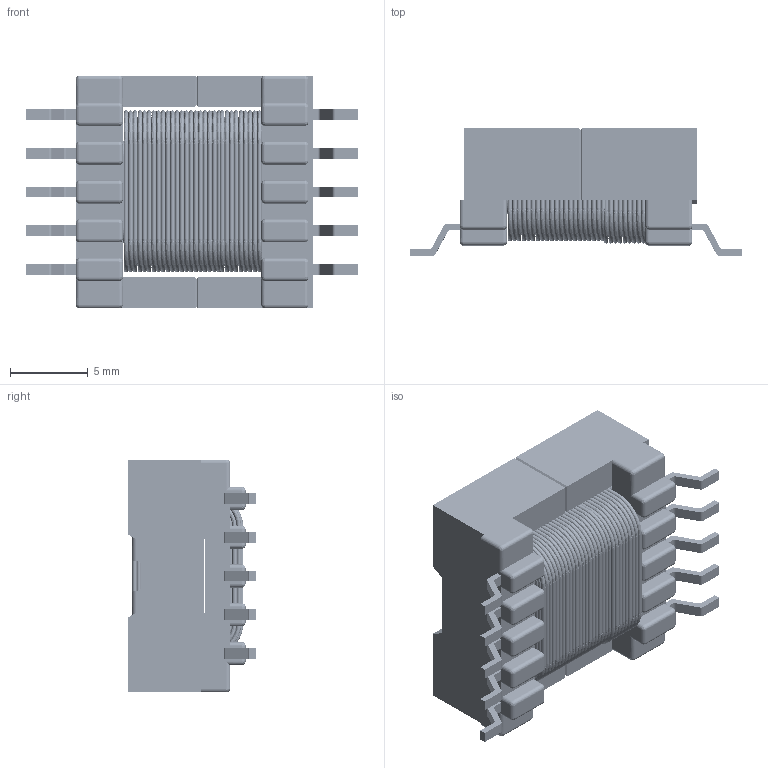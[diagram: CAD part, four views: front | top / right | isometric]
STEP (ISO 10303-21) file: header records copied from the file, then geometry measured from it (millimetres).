
FILE_DESCRIPTION (( 'STEP AP214' ), '1' );
FILE_NAME ('User Library-EFD 15-8-5.STEP', '2021-01-21T13:06:43', ( '' ), ( '' ), 'SwSTEP 2.0', 'SolidWorks 2020', '' );
FILE_SCHEMA (( 'AUTOMOTIVE_DESIGN' ));
Length unit declared in the file: millimetre
Products named in the file (4): EFD15-K-10P-SMD___ _________; Uzwojenie___ _________; User Library-EFD 15-8-5; EFD15-8-5___ _________
Assembly tree (33 placements, depth 2):
  User Library-EFD 15-8-5
    EFD15-K-10P-SMD___ _________
    EFD15-8-5___ _________  x2
    Uzwojenie___ _________  x30
Bounding box: 21.35 x 8.2 x 15 mm (x, y, z)
Volume: 1327.5 mm3; surface area: 5764.6 mm2
Topology: 43 solids, 43 shells, 3834 faces, 8392 edges, 4536 vertices
Faces by surface type: cylinder 1963, bspline 1616, plane 255
Entity records: 23244 total; most frequent: CARTESIAN_POINT 4430, DIRECTION 2698, ORIENTED_EDGE 2572, EDGE_CURVE 1286, AXIS2_PLACEMENT_3D 960, LINE 778, VECTOR 778, VERTEX_POINT 764
